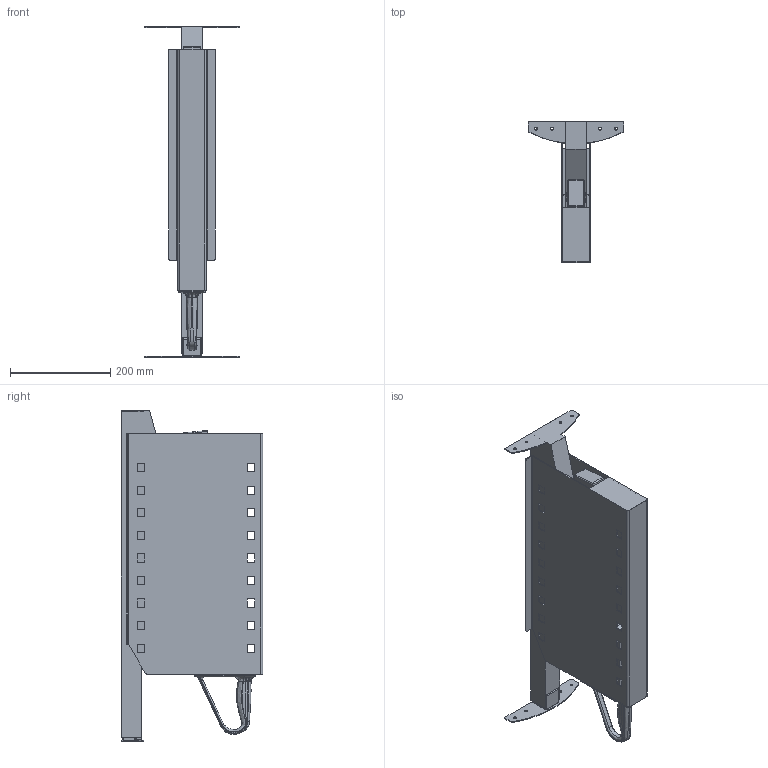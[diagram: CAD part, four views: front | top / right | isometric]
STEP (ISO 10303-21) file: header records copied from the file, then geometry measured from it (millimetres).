
FILE_DESCRIPTION(/* description */ (''),/* implementation_level */ '2;1');
FILE_NAME(/* name */ '3D_500-0352-XX_zu.stp',/* time_stamp */ '2022-03-17T11:13:13+01:00',/* author */ ('as'),/* organization */ (''),/* preprocessor_version */ 'ST-DEVELOPER v18.1',/* originating_system */ 'Autodesk Inventor 2021',/* authorisation */ '');
FILE_SCHEMA (('CONFIG_CONTROL_DESIGN'));
Products named in the file (5): Pegasus Beschlag Liro Typ 2 zu Master 2; Pegasus Beschlag Liro Typ 1 106617_Shrinkwrap_1; Pegasus Beschlag Liro Typ 1 106620_Shrinkwrap_1; Pegasus Beschlag Liro Typ 1 106614_Shrinkwrap_1; Pegasus Beschlag Liro Typ 1
Assembly tree (4 placements, depth 2):
  Pegasus Beschlag Liro Typ 2 zu Master 2
    Pegasus Beschlag Liro Typ 1 106617_Shrinkwrap_1
    Pegasus Beschlag Liro Typ 1 106620_Shrinkwrap_1
    Pegasus Beschlag Liro Typ 1 106614_Shrinkwrap_1
    Pegasus Beschlag Liro Typ 1
Bounding box: 190 x 282.5 x 660 mm (x, y, z)
Volume: 4683847.3 mm3; surface area: 1058282 mm2
Topology: 4 solids, 5 shells, 691 faces, 1788 edges, 1106 vertices
Faces by surface type: plane 266, bspline 199, cylinder 155, torus 56, sphere 8, cone 7
Full cylindrical faces by diameter (mm): 5.5 x8
Entity records: 40395 total; most frequent: CARTESIAN_POINT 23792, ORIENTED_EDGE 3568, DIRECTION 2943, EDGE_CURVE 1784, VERTEX_POINT 1106, AXIS2_PLACEMENT_3D 987, LINE 969, VECTOR 969
